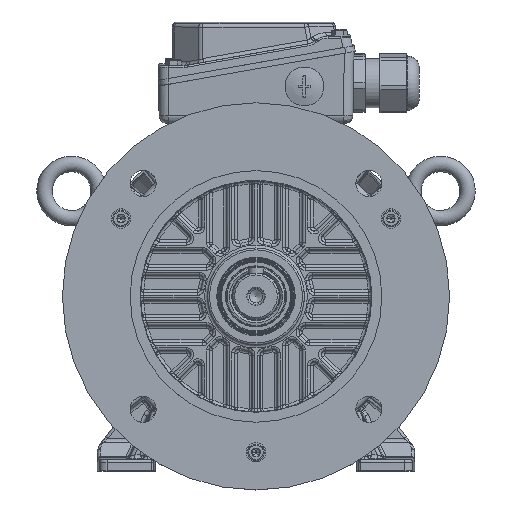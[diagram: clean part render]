
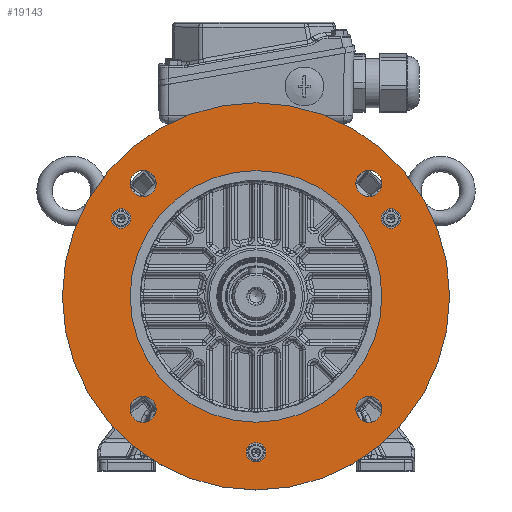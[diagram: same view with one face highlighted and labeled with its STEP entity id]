
A CAD part, top view. The second image highlights one B-rep face of the part: STEP entity #19143.
In plain terms, the highlighted planar face has unit normal (0, 0, 1).
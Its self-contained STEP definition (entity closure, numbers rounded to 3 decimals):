
#6941=PLANE('',#64991);
#19143=ADVANCED_FACE('',(#20671,#20672,#20673,#20674,#20675,#20676,#20677,
#20678,#20679),#6941,.T.);
#20671=FACE_BOUND('',#24089,.T.);
#20672=FACE_BOUND('',#24090,.T.);
#20673=FACE_BOUND('',#24091,.T.);
#20674=FACE_BOUND('',#24092,.T.);
#20675=FACE_BOUND('',#24093,.T.);
#20676=FACE_BOUND('',#24094,.T.);
#20677=FACE_BOUND('',#24095,.T.);
#20678=FACE_BOUND('',#24096,.T.);
#20679=FACE_BOUND('',#24097,.T.);
#24089=EDGE_LOOP('',(#39261));
#24090=EDGE_LOOP('',(#39262));
#24091=EDGE_LOOP('',(#39263));
#24092=EDGE_LOOP('',(#39264));
#24093=EDGE_LOOP('',(#39265));
#24094=EDGE_LOOP('',(#39266));
#24095=EDGE_LOOP('',(#39267));
#24096=EDGE_LOOP('',(#39268));
#24097=EDGE_LOOP('',(#39269));
#39261=ORIENTED_EDGE('',*,*,#55419,.T.);
#39262=ORIENTED_EDGE('',*,*,#55420,.T.);
#39263=ORIENTED_EDGE('',*,*,#55421,.F.);
#39264=ORIENTED_EDGE('',*,*,#55422,.F.);
#39265=ORIENTED_EDGE('',*,*,#55423,.T.);
#39266=ORIENTED_EDGE('',*,*,#55424,.T.);
#39267=ORIENTED_EDGE('',*,*,#55425,.T.);
#39268=ORIENTED_EDGE('',*,*,#53848,.F.);
#39269=ORIENTED_EDGE('',*,*,#55426,.T.);
#45246=VERTEX_POINT('',#123497);
#46181=VERTEX_POINT('',#134281);
#46182=VERTEX_POINT('',#134283);
#46183=VERTEX_POINT('',#134285);
#46184=VERTEX_POINT('',#134287);
#46185=VERTEX_POINT('',#134289);
#46186=VERTEX_POINT('',#134291);
#46187=VERTEX_POINT('',#134293);
#46188=VERTEX_POINT('',#134295);
#53848=EDGE_CURVE('',#45246,#45246,#58065,.T.);
#55419=EDGE_CURVE('',#46181,#46181,#58754,.T.);
#55420=EDGE_CURVE('',#46182,#46182,#58755,.T.);
#55421=EDGE_CURVE('',#46183,#46183,#58756,.T.);
#55422=EDGE_CURVE('',#46184,#46184,#58757,.T.);
#55423=EDGE_CURVE('',#46185,#46185,#58758,.T.);
#55424=EDGE_CURVE('',#46186,#46186,#58759,.T.);
#55425=EDGE_CURVE('',#46187,#46187,#58760,.T.);
#55426=EDGE_CURVE('',#46188,#46188,#58761,.T.);
#58065=CIRCLE('',#63804,100.);
#58754=CIRCLE('',#64983,6.75);
#58755=CIRCLE('',#64984,6.75);
#58756=CIRCLE('',#64985,6.75);
#58757=CIRCLE('',#64986,6.75);
#58758=CIRCLE('',#64987,5.);
#58759=CIRCLE('',#64988,5.);
#58760=CIRCLE('',#64989,5.);
#58761=CIRCLE('',#64990,65.);
#63804=AXIS2_PLACEMENT_3D('',#123496,#77241,#77242);
#64983=AXIS2_PLACEMENT_3D('',#134280,#79958,#79959);
#64984=AXIS2_PLACEMENT_3D('',#134282,#79960,#79961);
#64985=AXIS2_PLACEMENT_3D('',#134284,#79962,#79963);
#64986=AXIS2_PLACEMENT_3D('',#134286,#79964,#79965);
#64987=AXIS2_PLACEMENT_3D('',#134288,#79966,#79967);
#64988=AXIS2_PLACEMENT_3D('',#134290,#79968,#79969);
#64989=AXIS2_PLACEMENT_3D('',#134292,#79970,#79971);
#64990=AXIS2_PLACEMENT_3D('',#134294,#79972,#79973);
#64991=AXIS2_PLACEMENT_3D('',#134296,#79974,#79975);
#77241=DIRECTION('',(0.,0.,-1.));
#77242=DIRECTION('',(1.,0.,0.));
#79958=DIRECTION('',(0.,0.,-1.));
#79959=DIRECTION('',(1.,0.,0.));
#79960=DIRECTION('',(0.,0.,-1.));
#79961=DIRECTION('',(1.,0.,0.));
#79962=DIRECTION('',(0.,0.,1.));
#79963=DIRECTION('',(1.,0.,0.));
#79964=DIRECTION('',(0.,0.,1.));
#79965=DIRECTION('',(1.,0.,0.));
#79966=DIRECTION('',(0.,0.,-1.));
#79967=DIRECTION('',(-1.,0.,0.));
#79968=DIRECTION('',(0.,0.,-1.));
#79969=DIRECTION('',(-1.,0.,0.));
#79970=DIRECTION('',(0.,0.,-1.));
#79971=DIRECTION('',(-1.,0.,0.));
#79972=DIRECTION('',(0.,0.,-1.));
#79973=DIRECTION('',(0.,1.,0.));
#79974=DIRECTION('',(0.,0.,1.));
#79975=DIRECTION('',(1.,0.,0.));
#123496=CARTESIAN_POINT('',(-20.194,-20.194,41.35));
#123497=CARTESIAN_POINT('',(79.806,-20.194,41.35));
#134280=CARTESIAN_POINT('',(-78.53,38.142,41.35));
#134281=CARTESIAN_POINT('',(-71.78,38.142,41.35));
#134282=CARTESIAN_POINT('',(38.142,-78.53,41.35));
#134283=CARTESIAN_POINT('',(44.892,-78.53,41.35));
#134284=CARTESIAN_POINT('',(-78.53,-78.53,41.35));
#134285=CARTESIAN_POINT('',(-71.78,-78.53,41.35));
#134286=CARTESIAN_POINT('',(38.142,38.142,41.35));
#134287=CARTESIAN_POINT('',(44.892,38.142,41.35));
#134288=CARTESIAN_POINT('',(-20.194,-100.694,41.35));
#134289=CARTESIAN_POINT('',(-25.194,-100.694,41.35));
#134290=CARTESIAN_POINT('',(-89.909,20.056,41.35));
#134291=CARTESIAN_POINT('',(-94.909,20.056,41.35));
#134292=CARTESIAN_POINT('',(49.521,20.056,41.35));
#134293=CARTESIAN_POINT('',(44.521,20.056,41.35));
#134294=CARTESIAN_POINT('',(-20.194,-20.194,41.35));
#134295=CARTESIAN_POINT('',(-20.194,44.806,41.35));
#134296=CARTESIAN_POINT('',(-20.194,-20.194,41.35));
